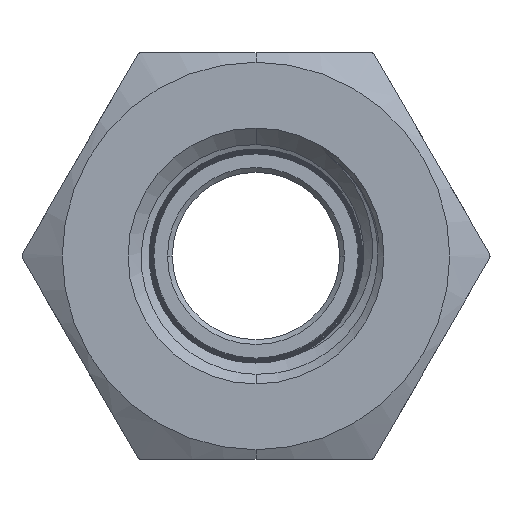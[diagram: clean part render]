
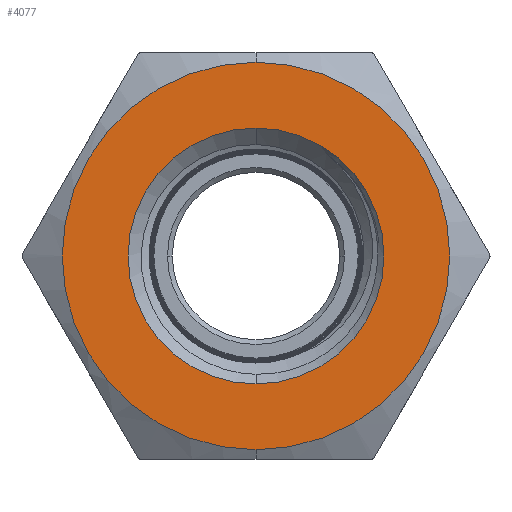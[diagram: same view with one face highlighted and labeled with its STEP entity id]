
A CAD part, front view. The second image highlights one B-rep face of the part: STEP entity #4077.
In plain terms, the highlighted planar face has unit normal (0, -1, 0).
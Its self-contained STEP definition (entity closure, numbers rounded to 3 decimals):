
#826 = AXIS2_PLACEMENT_3D ( 'NONE', #13294, #15044, #4815 ) ;
#1913 = EDGE_CURVE ( 'NONE', #5421, #18404, #5981, .T. ) ;
#3115 = CARTESIAN_POINT ( 'NONE',  ( 0., -15.5, 0. ) ) ;
#3118 = CARTESIAN_POINT ( 'NONE',  ( 0., -15.5, 5.35 ) ) ;
#3146 = ORIENTED_EDGE ( 'NONE', *, *, #8947, .T. ) ;
#3228 = CARTESIAN_POINT ( 'NONE',  ( 0., -15.5, 8.1 ) ) ;
#3402 = CIRCLE ( 'NONE', #5023, 5.35 ) ;
#3440 = FACE_OUTER_BOUND ( 'NONE', #6047, .T. ) ;
#3769 = VERTEX_POINT ( 'NONE', #3118 ) ;
#4077 = ADVANCED_FACE ( 'NONE', ( #11041, #3440 ), #15503, .T. ) ;
#4515 = DIRECTION ( 'NONE',  ( 0., 0., -1. ) ) ;
#4815 = DIRECTION ( 'NONE',  ( 0., 0., 1. ) ) ;
#4998 = CARTESIAN_POINT ( 'NONE',  ( 0., -15.5, 0. ) ) ;
#5023 = AXIS2_PLACEMENT_3D ( 'NONE', #4998, #15036, #6429 ) ;
#5421 = VERTEX_POINT ( 'NONE', #3228 ) ;
#5930 = EDGE_CURVE ( 'NONE', #3769, #7921, #3402, .T. ) ;
#5981 = CIRCLE ( 'NONE', #826, 8.1 ) ;
#6047 = EDGE_LOOP ( 'NONE', ( #17787, #15947 ) ) ;
#6207 = CIRCLE ( 'NONE', #6975, 5.35 ) ;
#6429 = DIRECTION ( 'NONE',  ( 0., 0., -1. ) ) ;
#6975 = AXIS2_PLACEMENT_3D ( 'NONE', #3115, #13099, #4515 ) ;
#7730 = CIRCLE ( 'NONE', #9072, 8.1 ) ;
#7921 = VERTEX_POINT ( 'NONE', #12901 ) ;
#8387 = DIRECTION ( 'NONE',  ( 0., 0., -1. ) ) ;
#8402 = CARTESIAN_POINT ( 'NONE',  ( 0., -15.5, 0. ) ) ;
#8947 = EDGE_CURVE ( 'NONE', #7921, #3769, #6207, .T. ) ;
#9072 = AXIS2_PLACEMENT_3D ( 'NONE', #8402, #18402, #9827 ) ;
#9617 = EDGE_LOOP ( 'NONE', ( #3146, #14784 ) ) ;
#9737 = CARTESIAN_POINT ( 'NONE',  ( 0., -15.5, 0. ) ) ;
#9827 = DIRECTION ( 'NONE',  ( 0., 0., 1. ) ) ;
#11041 = FACE_BOUND ( 'NONE', #9617, .T. ) ;
#11439 = CARTESIAN_POINT ( 'NONE',  ( 0., -15.5, -8.1 ) ) ;
#12577 = AXIS2_PLACEMENT_3D ( 'NONE', #9737, #16948, #8387 ) ;
#12901 = CARTESIAN_POINT ( 'NONE',  ( 0., -15.5, -5.35 ) ) ;
#13099 = DIRECTION ( 'NONE',  ( 0., 1., 0. ) ) ;
#13294 = CARTESIAN_POINT ( 'NONE',  ( 0., -15.5, 0. ) ) ;
#14784 = ORIENTED_EDGE ( 'NONE', *, *, #5930, .T. ) ;
#15036 = DIRECTION ( 'NONE',  ( 0., 1., 0. ) ) ;
#15044 = DIRECTION ( 'NONE',  ( 0., 1., 0. ) ) ;
#15503 = PLANE ( 'NONE',  #12577 ) ;
#15606 = EDGE_CURVE ( 'NONE', #18404, #5421, #7730, .T. ) ;
#15947 = ORIENTED_EDGE ( 'NONE', *, *, #15606, .F. ) ;
#16948 = DIRECTION ( 'NONE',  ( 0., -1., 0. ) ) ;
#17787 = ORIENTED_EDGE ( 'NONE', *, *, #1913, .F. ) ;
#18402 = DIRECTION ( 'NONE',  ( 0., 1., 0. ) ) ;
#18404 = VERTEX_POINT ( 'NONE', #11439 ) ;
